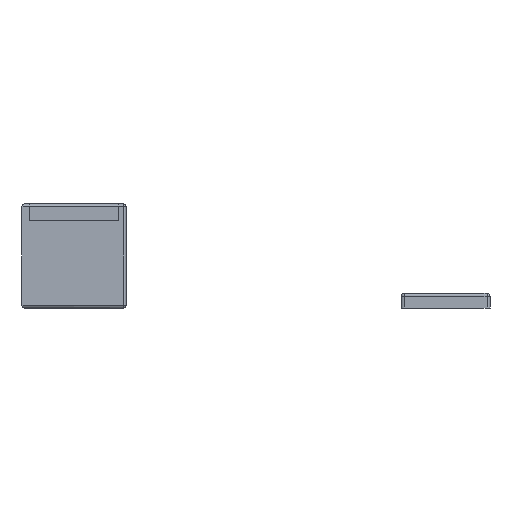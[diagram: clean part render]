
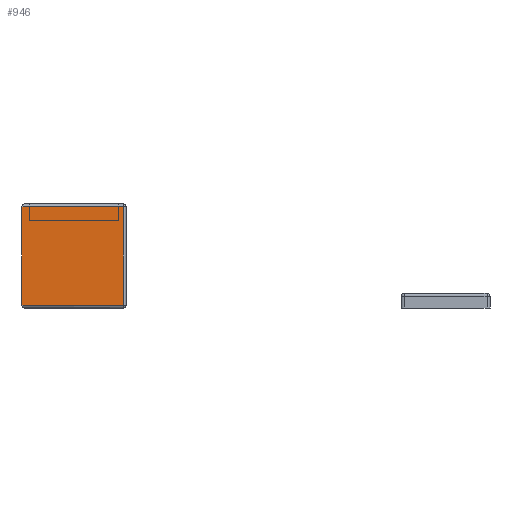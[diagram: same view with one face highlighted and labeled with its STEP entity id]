
A CAD part, left-side view. The second image highlights one B-rep face of the part: STEP entity #946.
In plain terms, the highlighted planar face has unit normal (-1, 0, 0).
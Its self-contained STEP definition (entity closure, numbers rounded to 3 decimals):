
#163=FACE_OUTER_BOUND('',#226,.T.);
#226=EDGE_LOOP('',(#769,#770,#771,#772));
#287=LINE('',#1636,#356);
#289=LINE('',#1642,#358);
#293=LINE('',#1652,#362);
#297=LINE('',#1810,#366);
#356=VECTOR('',#1210,10.);
#358=VECTOR('',#1218,10.);
#362=VECTOR('',#1228,10.);
#366=VECTOR('',#1282,10.);
#425=VERTEX_POINT('',#1617);
#428=VERTEX_POINT('',#1624);
#430=VERTEX_POINT('',#1630);
#435=VERTEX_POINT('',#1651);
#531=EDGE_CURVE('',#428,#430,#287,.T.);
#534=EDGE_CURVE('',#425,#428,#289,.T.);
#539=EDGE_CURVE('',#435,#425,#293,.T.);
#570=EDGE_CURVE('',#430,#435,#297,.T.);
#769=ORIENTED_EDGE('',*,*,#531,.F.);
#770=ORIENTED_EDGE('',*,*,#534,.F.);
#771=ORIENTED_EDGE('',*,*,#539,.F.);
#772=ORIENTED_EDGE('',*,*,#570,.F.);
#899=PLANE('',#1056);
#946=ADVANCED_FACE('',(#163),#899,.T.);
#1056=AXIS2_PLACEMENT_3D('',#1809,#1280,#1281);
#1210=DIRECTION('',(0.,1.,0.));
#1218=DIRECTION('',(0.,0.,-1.));
#1228=DIRECTION('',(0.,-1.,0.));
#1280=DIRECTION('center_axis',(-1.,0.,0.));
#1281=DIRECTION('ref_axis',(0.,-1.,0.));
#1282=DIRECTION('',(0.,0.,1.));
#1617=CARTESIAN_POINT('',(-90.,-3.3,6.8));
#1624=CARTESIAN_POINT('',(-90.,-3.3,0.2));
#1630=CARTESIAN_POINT('',(-90.,3.5,0.2));
#1636=CARTESIAN_POINT('',(-90.,1.75,0.2));
#1642=CARTESIAN_POINT('',(-90.,-3.3,0.));
#1651=CARTESIAN_POINT('',(-90.,3.5,6.8));
#1652=CARTESIAN_POINT('',(-90.,1.75,6.8));
#1809=CARTESIAN_POINT('Origin',(-90.,3.5,0.));
#1810=CARTESIAN_POINT('',(-90.,3.5,0.));
